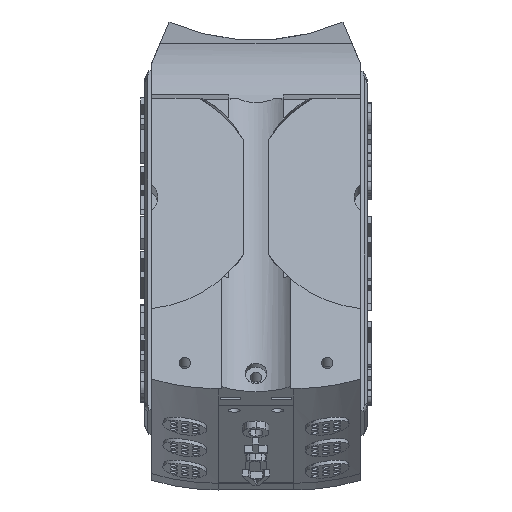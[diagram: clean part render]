
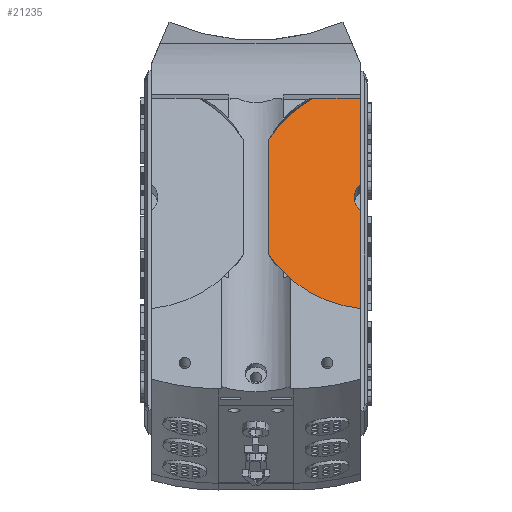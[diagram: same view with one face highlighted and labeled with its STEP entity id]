
A CAD part, front view. The second image highlights one B-rep face of the part: STEP entity #21235.
In plain terms, the highlighted planar face has unit normal (0, -0.951, 0.309).
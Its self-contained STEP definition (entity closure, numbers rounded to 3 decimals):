
#909=CIRCLE('',#22119,5.);
#912=CIRCLE('',#22126,33.25);
#913=CIRCLE('',#22127,33.25);
#2783=FACE_OUTER_BOUND('',#4119,.T.);
#4119=EDGE_LOOP('',(#17375,#17376,#17377,#17378,#17379,#17380,#17381));
#5737=LINE('',#38256,#7672);
#5738=LINE('',#38258,#7673);
#5739=LINE('',#38262,#7674);
#5740=LINE('',#38265,#7675);
#7672=VECTOR('',#24480,10.);
#7673=VECTOR('',#24481,10.);
#7674=VECTOR('',#24484,10.);
#7675=VECTOR('',#24487,10.);
#9805=VERTEX_POINT('',#38234);
#9807=VERTEX_POINT('',#38238);
#9812=VERTEX_POINT('',#38255);
#9813=VERTEX_POINT('',#38257);
#9814=VERTEX_POINT('',#38259);
#9815=VERTEX_POINT('',#38261);
#9816=VERTEX_POINT('',#38263);
#12485=EDGE_CURVE('',#9805,#9807,#909,.T.);
#12492=EDGE_CURVE('',#9812,#9807,#5737,.T.);
#12493=EDGE_CURVE('',#9813,#9812,#5738,.T.);
#12494=EDGE_CURVE('',#9814,#9813,#912,.T.);
#12495=EDGE_CURVE('',#9815,#9814,#5739,.T.);
#12496=EDGE_CURVE('',#9816,#9815,#913,.T.);
#12497=EDGE_CURVE('',#9805,#9816,#5740,.T.);
#17375=ORIENTED_EDGE('',*,*,#12485,.T.);
#17376=ORIENTED_EDGE('',*,*,#12492,.F.);
#17377=ORIENTED_EDGE('',*,*,#12493,.F.);
#17378=ORIENTED_EDGE('',*,*,#12494,.F.);
#17379=ORIENTED_EDGE('',*,*,#12495,.F.);
#17380=ORIENTED_EDGE('',*,*,#12496,.F.);
#17381=ORIENTED_EDGE('',*,*,#12497,.F.);
#20198=PLANE('',#22125);
#21235=ADVANCED_FACE('',(#2783),#20198,.T.);
#22119=AXIS2_PLACEMENT_3D('',#38240,#24462,#24463);
#22125=AXIS2_PLACEMENT_3D('',#38254,#24478,#24479);
#22126=AXIS2_PLACEMENT_3D('',#38260,#24482,#24483);
#22127=AXIS2_PLACEMENT_3D('',#38264,#24485,#24486);
#24462=DIRECTION('center_axis',(0.,0.951,-0.309));
#24463=DIRECTION('ref_axis',(1.,0.,0.));
#24478=DIRECTION('center_axis',(0.,-0.951,0.309));
#24479=DIRECTION('ref_axis',(1.,0.,0.));
#24480=DIRECTION('',(0.,-0.309,-0.951));
#24481=DIRECTION('',(1.,0.,0.));
#24482=DIRECTION('center_axis',(0.,0.951,-0.309));
#24483=DIRECTION('ref_axis',(1.,0.,0.));
#24484=DIRECTION('',(0.,0.309,0.951));
#24485=DIRECTION('center_axis',(0.,0.951,-0.309));
#24486=DIRECTION('ref_axis',(1.,0.,0.));
#24487=DIRECTION('',(0.,-0.309,-0.951));
#38234=CARTESIAN_POINT('',(29.,-74.356,-107.23));
#38238=CARTESIAN_POINT('',(29.,-72.008,-100.003));
#38240=CARTESIAN_POINT('Origin',(32.25,-73.182,-103.616));
#38254=CARTESIAN_POINT('Origin',(0.,-73.182,-103.616));
#38255=CARTESIAN_POINT('',(29.,-64.22,-76.035));
#38256=CARTESIAN_POINT('',(29.,-73.393,-104.265));
#38257=CARTESIAN_POINT('',(15.986,-64.22,-76.035));
#38258=CARTESIAN_POINT('',(0.,-64.22,-76.035));
#38259=CARTESIAN_POINT('',(3.561,-67.988,-87.631));
#38260=CARTESIAN_POINT('Origin',(32.25,-73.182,-103.616));
#38261=CARTESIAN_POINT('',(3.561,-78.376,-119.601));
#38262=CARTESIAN_POINT('',(3.561,-90.642,-157.351));
#38263=CARTESIAN_POINT('',(29.,-83.408,-135.087));
#38264=CARTESIAN_POINT('Origin',(32.25,-73.182,-103.616));
#38265=CARTESIAN_POINT('',(29.,-73.393,-104.265));
